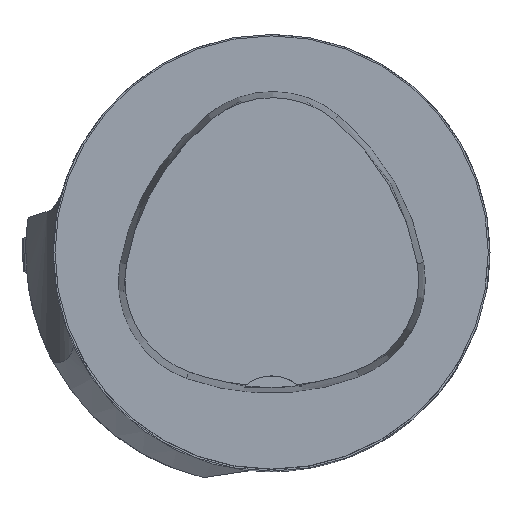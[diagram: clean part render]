
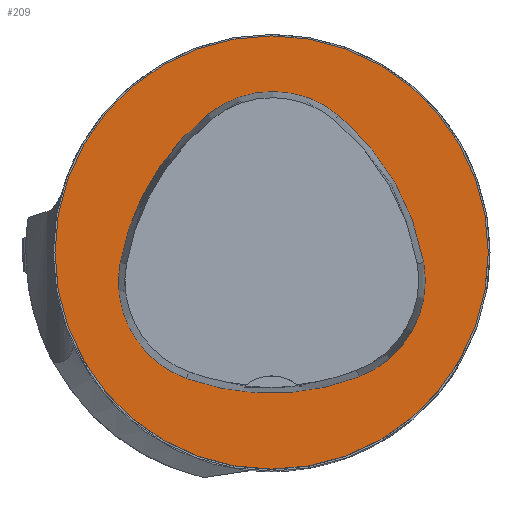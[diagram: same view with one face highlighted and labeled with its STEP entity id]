
A CAD part, top view. The second image highlights one B-rep face of the part: STEP entity #209.
In plain terms, the highlighted planar face has unit normal (0, 0, 1).
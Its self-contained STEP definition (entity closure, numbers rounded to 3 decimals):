
#138=FACE_BOUND('',#400,.T.);
#139=FACE_BOUND('',#401,.T.);
#209=ADVANCED_FACE('',(#138,#139),#268,.T.);
#268=PLANE('',#1616);
#400=EDGE_LOOP('',(#683,#684,#685,#686,#687,#688));
#401=EDGE_LOOP('',(#689));
#464=CIRCLE('',#1592,31.5);
#465=CIRCLE('',#1594,36.);
#467=CIRCLE('',#1597,15.);
#469=CIRCLE('',#1600,36.);
#471=CIRCLE('',#1603,15.);
#475=CIRCLE('',#1608,36.);
#477=CIRCLE('',#1611,15.);
#683=ORIENTED_EDGE('',*,*,#1155,.T.);
#684=ORIENTED_EDGE('',*,*,#1135,.T.);
#685=ORIENTED_EDGE('',*,*,#1139,.T.);
#686=ORIENTED_EDGE('',*,*,#1142,.T.);
#687=ORIENTED_EDGE('',*,*,#1145,.T.);
#688=ORIENTED_EDGE('',*,*,#1153,.T.);
#689=ORIENTED_EDGE('',*,*,#1134,.F.);
#978=VERTEX_POINT('',#2379);
#979=VERTEX_POINT('',#2382);
#980=VERTEX_POINT('',#2383);
#983=VERTEX_POINT('',#2391);
#985=VERTEX_POINT('',#2397);
#987=VERTEX_POINT('',#2403);
#994=VERTEX_POINT('',#2424);
#1134=EDGE_CURVE('',#978,#978,#464,.T.);
#1135=EDGE_CURVE('',#979,#980,#465,.T.);
#1139=EDGE_CURVE('',#980,#983,#467,.T.);
#1142=EDGE_CURVE('',#983,#985,#469,.T.);
#1145=EDGE_CURVE('',#985,#987,#471,.T.);
#1153=EDGE_CURVE('',#987,#994,#475,.T.);
#1155=EDGE_CURVE('',#994,#979,#477,.T.);
#1592=AXIS2_PLACEMENT_3D('',#2378,#1832,#1833);
#1594=AXIS2_PLACEMENT_3D('',#2381,#1836,#1837);
#1597=AXIS2_PLACEMENT_3D('',#2390,#1844,#1845);
#1600=AXIS2_PLACEMENT_3D('',#2396,#1851,#1852);
#1603=AXIS2_PLACEMENT_3D('',#2402,#1858,#1859);
#1608=AXIS2_PLACEMENT_3D('',#2425,#1870,#1871);
#1611=AXIS2_PLACEMENT_3D('',#2428,#1876,#1877);
#1616=AXIS2_PLACEMENT_3D('',#2433,#1886,#1887);
#1832=DIRECTION('',(0.,0.,-1.));
#1833=DIRECTION('',(-1.,0.,0.));
#1836=DIRECTION('',(0.,0.,-1.));
#1837=DIRECTION('',(-1.,0.,0.));
#1844=DIRECTION('',(0.,0.,-1.));
#1845=DIRECTION('',(-1.,0.,0.));
#1851=DIRECTION('',(0.,0.,-1.));
#1852=DIRECTION('',(-1.,0.,0.));
#1858=DIRECTION('',(0.,0.,-1.));
#1859=DIRECTION('',(-1.,0.,0.));
#1870=DIRECTION('',(0.,0.,-1.));
#1871=DIRECTION('',(-1.,0.,0.));
#1876=DIRECTION('',(0.,0.,-1.));
#1877=DIRECTION('',(-1.,0.,0.));
#1886=DIRECTION('',(0.,0.,1.));
#1887=DIRECTION('',(1.,0.,0.));
#2378=CARTESIAN_POINT('',(0.,0.,0.));
#2379=CARTESIAN_POINT('',(-31.5,0.,0.));
#2381=CARTESIAN_POINT('',(13.398,-7.893,0.));
#2382=CARTESIAN_POINT('',(-22.041,-1.562,0.));
#2383=CARTESIAN_POINT('',(-9.317,20.036,0.));
#2390=CARTESIAN_POINT('',(0.148,8.399,0.));
#2391=CARTESIAN_POINT('',(9.779,19.898,0.));
#2396=CARTESIAN_POINT('',(-13.337,-7.7,0.));
#2397=CARTESIAN_POINT('',(22.122,-1.48,0.));
#2402=CARTESIAN_POINT('',(7.347,-4.071,0.));
#2403=CARTESIAN_POINT('',(12.693,-18.087,0.));
#2424=CARTESIAN_POINT('',(-12.373,-18.307,0.));
#2425=CARTESIAN_POINT('',(-0.137,15.55,0.));
#2428=CARTESIAN_POINT('',(-7.275,-4.2,0.));
#2433=CARTESIAN_POINT('',(0.,0.,0.));
